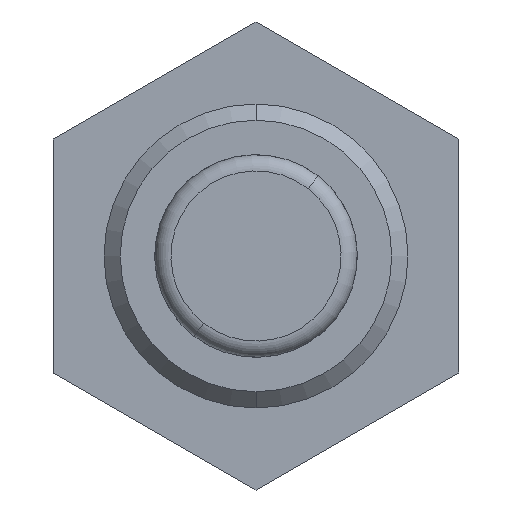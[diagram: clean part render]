
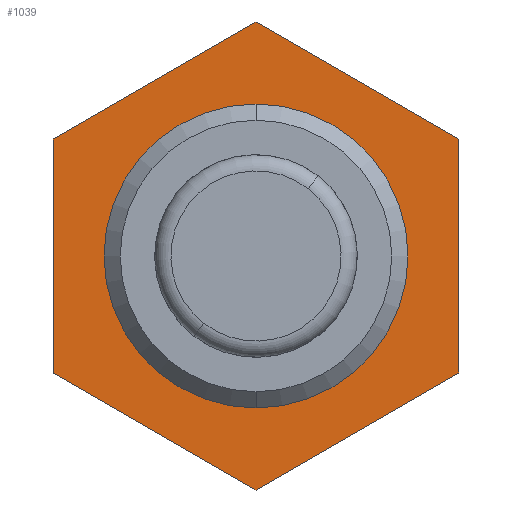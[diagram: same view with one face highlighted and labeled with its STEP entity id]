
A CAD part, left-side view. The second image highlights one B-rep face of the part: STEP entity #1039.
In plain terms, the highlighted planar face has unit normal (-1, 0, 0).
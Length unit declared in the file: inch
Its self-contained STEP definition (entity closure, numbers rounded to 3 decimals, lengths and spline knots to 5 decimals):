
#9 = AXIS2_PLACEMENT_3D ( 'NONE', #797, #240, #125 ) ;
#17 = CARTESIAN_POINT ( 'NONE',  ( 0.28, 0., 0.28868 ) ) ;
#24 = CARTESIAN_POINT ( 'NONE',  ( 0.28, -0.25, 0.14434 ) ) ;
#31 = DIRECTION ( 'NONE',  ( 0., -0.866, -0.5 ) ) ;
#50 = ORIENTED_EDGE ( 'NONE', *, *, #966, .F. ) ;
#82 = CIRCLE ( 'NONE', #9, 0.1875 ) ;
#125 = DIRECTION ( 'NONE',  ( 0., 0., -1. ) ) ;
#142 = CARTESIAN_POINT ( 'NONE',  ( 0.28, 0., -0.1875 ) ) ;
#180 = VECTOR ( 'NONE', #1220, 39.37008 ) ;
#201 = CARTESIAN_POINT ( 'NONE',  ( 0.28, -0.25, 0.14434 ) ) ;
#202 = VERTEX_POINT ( 'NONE', #821 ) ;
#230 = EDGE_CURVE ( 'NONE', #1013, #452, #695, .T. ) ;
#240 = DIRECTION ( 'NONE',  ( 1., 0., 0. ) ) ;
#241 = ORIENTED_EDGE ( 'NONE', *, *, #1138, .F. ) ;
#253 = VERTEX_POINT ( 'NONE', #24 ) ;
#280 = AXIS2_PLACEMENT_3D ( 'NONE', #752, #1421, #794 ) ;
#283 = ORIENTED_EDGE ( 'NONE', *, *, #1005, .F. ) ;
#291 = VERTEX_POINT ( 'NONE', #142 ) ;
#329 = DIRECTION ( 'NONE',  ( 0., 0., -1. ) ) ;
#364 = DIRECTION ( 'NONE',  ( 0., 0., -1. ) ) ;
#452 = VERTEX_POINT ( 'NONE', #1456 ) ;
#523 = EDGE_CURVE ( 'NONE', #202, #291, #992, .T. ) ;
#554 = DIRECTION ( 'NONE',  ( 0., 0., 1. ) ) ;
#559 = AXIS2_PLACEMENT_3D ( 'NONE', #907, #704, #364 ) ;
#560 = VECTOR ( 'NONE', #31, 39.37008 ) ;
#614 = LINE ( 'NONE', #1411, #1070 ) ;
#688 = ORIENTED_EDGE ( 'NONE', *, *, #230, .F. ) ;
#695 = LINE ( 'NONE', #1165, #1472 ) ;
#704 = DIRECTION ( 'NONE',  ( 1., 0., 0. ) ) ;
#716 = CARTESIAN_POINT ( 'NONE',  ( 0.28, 0., 0.28868 ) ) ;
#727 = CARTESIAN_POINT ( 'NONE',  ( 0.28, 0.25, -0.14434 ) ) ;
#749 = VECTOR ( 'NONE', #329, 39.37008 ) ;
#750 = ORIENTED_EDGE ( 'NONE', *, *, #1179, .F. ) ;
#752 = CARTESIAN_POINT ( 'NONE',  ( 0.28, 0., 0. ) ) ;
#765 = CARTESIAN_POINT ( 'NONE',  ( 0.28, 0., -0.28868 ) ) ;
#794 = DIRECTION ( 'NONE',  ( 0., 0., -1. ) ) ;
#797 = CARTESIAN_POINT ( 'NONE',  ( 0.28, 0., 0. ) ) ;
#806 = ORIENTED_EDGE ( 'NONE', *, *, #523, .T. ) ;
#821 = CARTESIAN_POINT ( 'NONE',  ( 0.28, 0., 0.1875 ) ) ;
#848 = VERTEX_POINT ( 'NONE', #727 ) ;
#907 = CARTESIAN_POINT ( 'NONE',  ( 0.28, 0., 0. ) ) ;
#920 = FACE_OUTER_BOUND ( 'NONE', #1265, .T. ) ;
#953 = VERTEX_POINT ( 'NONE', #994 ) ;
#966 = EDGE_CURVE ( 'NONE', #848, #953, #1452, .T. ) ;
#989 = LINE ( 'NONE', #765, #180 ) ;
#992 = CIRCLE ( 'NONE', #280, 0.1875 ) ;
#994 = CARTESIAN_POINT ( 'NONE',  ( 0.28, 0.25, 0.14434 ) ) ;
#1005 = EDGE_CURVE ( 'NONE', #253, #1013, #1225, .T. ) ;
#1013 = VERTEX_POINT ( 'NONE', #1210 ) ;
#1036 = ORIENTED_EDGE ( 'NONE', *, *, #1066, .T. ) ;
#1039 = ADVANCED_FACE ( 'NONE', ( #920, #1374 ), #1386, .F. ) ;
#1066 = EDGE_CURVE ( 'NONE', #291, #202, #82, .T. ) ;
#1070 = VECTOR ( 'NONE', #1399, 39.37008 ) ;
#1138 = EDGE_CURVE ( 'NONE', #452, #848, #989, .T. ) ;
#1165 = CARTESIAN_POINT ( 'NONE',  ( 0.28, -0.25, -0.14434 ) ) ;
#1178 = DIRECTION ( 'NONE',  ( 0., 0.866, -0.5 ) ) ;
#1179 = EDGE_CURVE ( 'NONE', #953, #1478, #614, .T. ) ;
#1210 = CARTESIAN_POINT ( 'NONE',  ( 0.28, -0.25, -0.14434 ) ) ;
#1219 = EDGE_LOOP ( 'NONE', ( #806, #1036 ) ) ;
#1220 = DIRECTION ( 'NONE',  ( 0., 0.866, 0.5 ) ) ;
#1225 = LINE ( 'NONE', #201, #749 ) ;
#1265 = EDGE_LOOP ( 'NONE', ( #688, #283, #1323, #750, #50, #241 ) ) ;
#1280 = LINE ( 'NONE', #17, #560 ) ;
#1323 = ORIENTED_EDGE ( 'NONE', *, *, #1473, .F. ) ;
#1330 = CARTESIAN_POINT ( 'NONE',  ( 0.28, 0.25, -0.14434 ) ) ;
#1374 = FACE_BOUND ( 'NONE', #1219, .T. ) ;
#1386 = PLANE ( 'NONE',  #559 ) ;
#1399 = DIRECTION ( 'NONE',  ( 0., -0.866, 0.5 ) ) ;
#1411 = CARTESIAN_POINT ( 'NONE',  ( 0.28, 0.25, 0.14434 ) ) ;
#1412 = VECTOR ( 'NONE', #554, 39.37008 ) ;
#1421 = DIRECTION ( 'NONE',  ( 1., 0., 0. ) ) ;
#1452 = LINE ( 'NONE', #1330, #1412 ) ;
#1456 = CARTESIAN_POINT ( 'NONE',  ( 0.28, 0., -0.28868 ) ) ;
#1472 = VECTOR ( 'NONE', #1178, 39.37008 ) ;
#1473 = EDGE_CURVE ( 'NONE', #1478, #253, #1280, .T. ) ;
#1478 = VERTEX_POINT ( 'NONE', #716 ) ;
